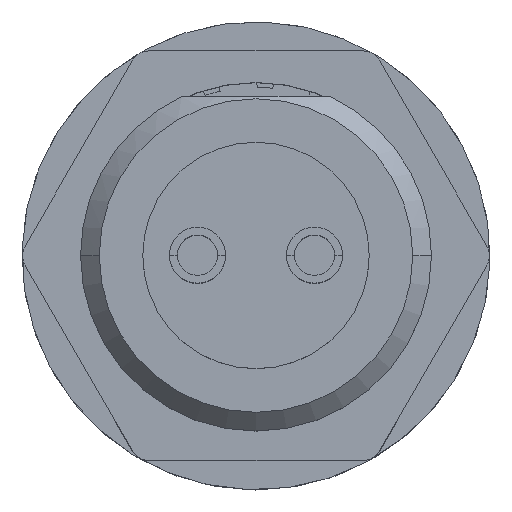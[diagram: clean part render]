
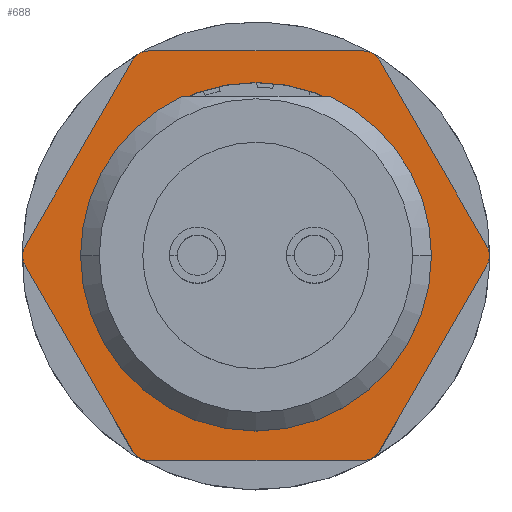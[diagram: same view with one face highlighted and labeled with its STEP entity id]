
A CAD part, top view. The second image highlights one B-rep face of the part: STEP entity #688.
In plain terms, the highlighted face is planar.
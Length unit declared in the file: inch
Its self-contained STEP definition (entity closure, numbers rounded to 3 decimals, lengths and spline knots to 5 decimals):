
#235 = ORIENTED_EDGE ( 'NONE', *, *, #645, .F. ) ;
#237 = ORIENTED_EDGE ( 'NONE', *, *, #8707, .T. ) ;
#239 = ORIENTED_EDGE ( 'NONE', *, *, #240, .T. ) ;
#240 = EDGE_CURVE ( 'NONE', #628, #8713, #1737, .T. ) ;
#620 = VERTEX_POINT ( 'NONE', #2799 ) ;
#628 = VERTEX_POINT ( 'NONE', #2786 ) ;
#630 = VERTEX_POINT ( 'NONE', #2780 ) ;
#634 = EDGE_CURVE ( 'NONE', #635, #636, #2839, .T. ) ;
#635 = VERTEX_POINT ( 'NONE', #2835 ) ;
#636 = VERTEX_POINT ( 'NONE', #2834 ) ;
#640 = EDGE_CURVE ( 'NONE', #641, #642, #2828, .T. ) ;
#641 = VERTEX_POINT ( 'NONE', #2824 ) ;
#642 = VERTEX_POINT ( 'NONE', #2822 ) ;
#645 = EDGE_CURVE ( 'NONE', #628, #630, #2817, .T. ) ;
#677 = VERTEX_POINT ( 'NONE', #2902 ) ;
#682 = EDGE_CURVE ( 'NONE', #677, #620, #2955, .T. ) ;
#688 = ADVANCED_FACE ( 'Face1', ( #2950, #2949 ), #2948, .T. ) ;
#704 = ORIENTED_EDGE ( 'NONE', *, *, #634, .F. ) ;
#705 = EDGE_CURVE ( 'NONE', #635, #630, #2932, .T. ) ;
#706 = ORIENTED_EDGE ( 'NONE', *, *, #705, .T. ) ;
#713 = EDGE_CURVE ( 'NONE', #642, #636, #2978, .T. ) ;
#716 = ORIENTED_EDGE ( 'NONE', *, *, #713, .T. ) ;
#957 = ORIENTED_EDGE ( 'NONE', *, *, #962, .T. ) ;
#962 = EDGE_CURVE ( 'NONE', #8701, #8624, #3295, .T. ) ;
#968 = ORIENTED_EDGE ( 'NONE', *, *, #8726, .T. ) ;
#985 = EDGE_CURVE ( 'NONE', #8712, #8727, #3365, .T. ) ;
#986 = ORIENTED_EDGE ( 'NONE', *, *, #985, .T. ) ;
#1678 = CARTESIAN_POINT ( 'NONE',  ( -0.11475, 0., -0.19875 ) ) ;
#1734 = DIRECTION ( 'NONE',  ( 0., 0., -1. ) ) ;
#1735 = DIRECTION ( 'NONE',  ( 0., -1., 0. ) ) ;
#1736 = AXIS2_PLACEMENT_3D ( 'NONE', #1678, #1735, #1734 ) ;
#1737 = CIRCLE ( 'NONE', #1736, 0.02 ) ;
#2780 = CARTESIAN_POINT ( 'NONE',  ( -0.24682, 0., -0.01 ) ) ;
#2786 = CARTESIAN_POINT ( 'NONE',  ( -0.13207, 0., -0.20875 ) ) ;
#2799 = CARTESIAN_POINT ( 'NONE',  ( 0., 0., 0.185 ) ) ;
#2814 = DIRECTION ( 'NONE',  ( -0.5, 0., 0.866 ) ) ;
#2815 = VECTOR ( 'NONE', #2814, 39.37008 ) ;
#2816 = CARTESIAN_POINT ( 'NONE',  ( -0.1263, 0., -0.21875 ) ) ;
#2817 = LINE ( 'NONE', #2816, #2815 ) ;
#2822 = CARTESIAN_POINT ( 'NONE',  ( -0.11475, 0., 0.21875 ) ) ;
#2824 = CARTESIAN_POINT ( 'NONE',  ( 0.11475, 0., 0.21875 ) ) ;
#2825 = DIRECTION ( 'NONE',  ( -1., 0., 0. ) ) ;
#2826 = VECTOR ( 'NONE', #2825, 39.37008 ) ;
#2827 = CARTESIAN_POINT ( 'NONE',  ( 0.1263, 0., 0.21875 ) ) ;
#2828 = LINE ( 'NONE', #2827, #2826 ) ;
#2834 = CARTESIAN_POINT ( 'NONE',  ( -0.13207, 0., 0.20875 ) ) ;
#2835 = CARTESIAN_POINT ( 'NONE',  ( -0.24682, 0., 0.01 ) ) ;
#2836 = DIRECTION ( 'NONE',  ( 0.5, 0., 0.866 ) ) ;
#2837 = VECTOR ( 'NONE', #2836, 39.37008 ) ;
#2838 = CARTESIAN_POINT ( 'NONE',  ( -0.25259, 0., 0. ) ) ;
#2839 = LINE ( 'NONE', #2838, #2837 ) ;
#2902 = CARTESIAN_POINT ( 'NONE',  ( 0., 0., -0.185 ) ) ;
#2928 = DIRECTION ( 'NONE',  ( 0., 0., -1. ) ) ;
#2929 = DIRECTION ( 'NONE',  ( 0., -1., 0. ) ) ;
#2930 = CARTESIAN_POINT ( 'NONE',  ( -0.2295, 0., 0. ) ) ;
#2931 = AXIS2_PLACEMENT_3D ( 'NONE', #2930, #2929, #2928 ) ;
#2932 = CIRCLE ( 'NONE', #2931, 0.02 ) ;
#2944 = DIRECTION ( 'NONE',  ( 0., 0., -1. ) ) ;
#2945 = DIRECTION ( 'NONE',  ( 0., -1., 0. ) ) ;
#2946 = CARTESIAN_POINT ( 'NONE',  ( -0.37889, 0., 0.21875 ) ) ;
#2947 = AXIS2_PLACEMENT_3D ( 'NONE', #2946, #2945, #2944 ) ;
#2948 = PLANE ( 'NONE',  #2947 ) ;
#2949 = FACE_OUTER_BOUND ( 'NONE', #3858, .T. ) ;
#2950 = FACE_BOUND ( 'NONE', #3791, .T. ) ;
#2951 = DIRECTION ( 'NONE',  ( 0., 0., 1. ) ) ;
#2952 = DIRECTION ( 'NONE',  ( 0., 1., 0. ) ) ;
#2953 = CARTESIAN_POINT ( 'NONE',  ( 0., 0., 0. ) ) ;
#2954 = AXIS2_PLACEMENT_3D ( 'NONE', #2953, #2952, #2951 ) ;
#2955 = CIRCLE ( 'NONE', #2954, 0.185 ) ;
#2975 = DIRECTION ( 'NONE',  ( 0., 0., -1. ) ) ;
#2976 = DIRECTION ( 'NONE',  ( 0., -1., 0. ) ) ;
#2977 = AXIS2_PLACEMENT_3D ( 'NONE', #2983, #2976, #2975 ) ;
#2978 = CIRCLE ( 'NONE', #2977, 0.02 ) ;
#2983 = CARTESIAN_POINT ( 'NONE',  ( -0.11475, 0., 0.19875 ) ) ;
#3291 = DIRECTION ( 'NONE',  ( 0., 0., -1. ) ) ;
#3292 = DIRECTION ( 'NONE',  ( 0., -1., 0. ) ) ;
#3293 = CARTESIAN_POINT ( 'NONE',  ( 0.2295, 0., 0. ) ) ;
#3294 = AXIS2_PLACEMENT_3D ( 'NONE', #3293, #3292, #3291 ) ;
#3295 = CIRCLE ( 'NONE', #3294, 0.02 ) ;
#3361 = DIRECTION ( 'NONE',  ( 0., 0., -1. ) ) ;
#3362 = DIRECTION ( 'NONE',  ( 0., -1., 0. ) ) ;
#3363 = CARTESIAN_POINT ( 'NONE',  ( 0.11475, 0., -0.19875 ) ) ;
#3364 = AXIS2_PLACEMENT_3D ( 'NONE', #3363, #3362, #3361 ) ;
#3365 = CIRCLE ( 'NONE', #3364, 0.02 ) ;
#3790 = ORIENTED_EDGE ( 'NONE', *, *, #3849, .T. ) ;
#3791 = EDGE_LOOP ( 'NONE', ( #3790, #3855 ) ) ;
#3843 = EDGE_CURVE ( 'NONE', #8645, #641, #4224, .T. ) ;
#3846 = ORIENTED_EDGE ( 'NONE', *, *, #3843, .T. ) ;
#3848 = ORIENTED_EDGE ( 'NONE', *, *, #640, .T. ) ;
#3849 = EDGE_CURVE ( 'NONE', #620, #677, #4210, .T. ) ;
#3855 = ORIENTED_EDGE ( 'NONE', *, *, #682, .T. ) ;
#3858 = EDGE_LOOP ( 'NONE', ( #3859, #3846, #3848, #716, #704, #706, #235, #239, #237, #986, #968, #957 ) ) ;
#3859 = ORIENTED_EDGE ( 'NONE', *, *, #8641, .T. ) ;
#4206 = DIRECTION ( 'NONE',  ( 0., 0., 1. ) ) ;
#4207 = DIRECTION ( 'NONE',  ( 0., 1., 0. ) ) ;
#4208 = CARTESIAN_POINT ( 'NONE',  ( 0., 0., 0. ) ) ;
#4209 = AXIS2_PLACEMENT_3D ( 'NONE', #4208, #4207, #4206 ) ;
#4210 = CIRCLE ( 'NONE', #4209, 0.185 ) ;
#4220 = DIRECTION ( 'NONE',  ( 0., 0., -1. ) ) ;
#4221 = DIRECTION ( 'NONE',  ( 0., -1., 0. ) ) ;
#4222 = CARTESIAN_POINT ( 'NONE',  ( 0.11475, 0., 0.19875 ) ) ;
#4223 = AXIS2_PLACEMENT_3D ( 'NONE', #4222, #4221, #4220 ) ;
#4224 = CIRCLE ( 'NONE', #4223, 0.02 ) ;
#6908 = CARTESIAN_POINT ( 'NONE',  ( 0.24682, 0., 0.01 ) ) ;
#6967 = DIRECTION ( 'NONE',  ( -0.5, 0., 0.866 ) ) ;
#6968 = VECTOR ( 'NONE', #6967, 39.37008 ) ;
#6969 = CARTESIAN_POINT ( 'NONE',  ( 0.25259, 0., 0. ) ) ;
#6970 = LINE ( 'NONE', #6969, #6968 ) ;
#7006 = CARTESIAN_POINT ( 'NONE',  ( 0.13207, 0., 0.20875 ) ) ;
#7147 = CARTESIAN_POINT ( 'NONE',  ( 0.24682, 0., -0.01 ) ) ;
#7191 = CARTESIAN_POINT ( 'NONE',  ( -0.11475, 0., -0.21875 ) ) ;
#7192 = CARTESIAN_POINT ( 'NONE',  ( 0.11475, 0., -0.21875 ) ) ;
#7198 = DIRECTION ( 'NONE',  ( 1., 0., 0. ) ) ;
#7199 = VECTOR ( 'NONE', #7198, 39.37008 ) ;
#7201 = CARTESIAN_POINT ( 'NONE',  ( -0.1263, 0., -0.21875 ) ) ;
#7202 = LINE ( 'NONE', #7201, #7199 ) ;
#7218 = CARTESIAN_POINT ( 'NONE',  ( 0.13207, 0., -0.20875 ) ) ;
#7219 = DIRECTION ( 'NONE',  ( 0.5, 0., 0.866 ) ) ;
#7220 = VECTOR ( 'NONE', #7219, 39.37008 ) ;
#7221 = CARTESIAN_POINT ( 'NONE',  ( 0.1263, 0., -0.21875 ) ) ;
#7222 = LINE ( 'NONE', #7221, #7220 ) ;
#8624 = VERTEX_POINT ( 'NONE', #6908 ) ;
#8641 = EDGE_CURVE ( 'NONE', #8624, #8645, #6970, .T. ) ;
#8645 = VERTEX_POINT ( 'NONE', #7006 ) ;
#8701 = VERTEX_POINT ( 'NONE', #7147 ) ;
#8707 = EDGE_CURVE ( 'NONE', #8713, #8712, #7202, .T. ) ;
#8712 = VERTEX_POINT ( 'NONE', #7192 ) ;
#8713 = VERTEX_POINT ( 'NONE', #7191 ) ;
#8726 = EDGE_CURVE ( 'NONE', #8727, #8701, #7222, .T. ) ;
#8727 = VERTEX_POINT ( 'NONE', #7218 ) ;
